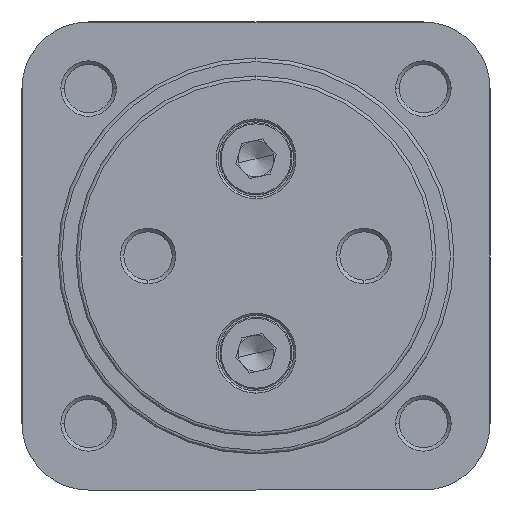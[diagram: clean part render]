
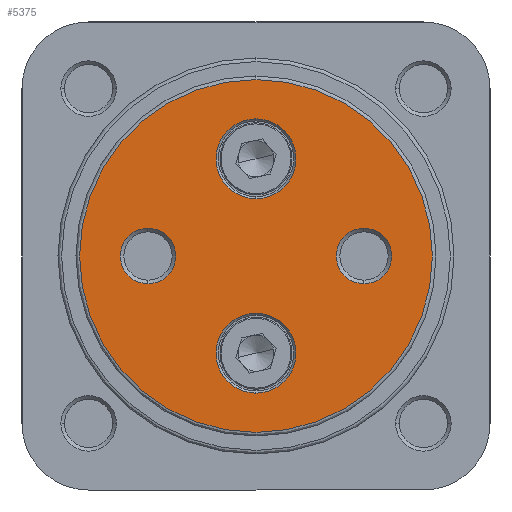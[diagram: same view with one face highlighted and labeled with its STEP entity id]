
A CAD part, left-side view. The second image highlights one B-rep face of the part: STEP entity #5375.
In plain terms, the highlighted planar face has unit normal (-1, 0, 0).
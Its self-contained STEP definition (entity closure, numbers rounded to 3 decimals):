
#118 = CARTESIAN_POINT ( 'NONE',  ( 0., 0., -13.5 ) ) ;
#151 = DIRECTION ( 'NONE',  ( 1., 0., 0. ) ) ;
#152 = DIRECTION ( 'NONE',  ( 0., 0., -1. ) ) ;
#220 = CARTESIAN_POINT ( 'NONE',  ( 0., 15., 0. ) ) ;
#221 = DIRECTION ( 'NONE',  ( 1., 0., 0. ) ) ;
#222 = DIRECTION ( 'NONE',  ( 0., 0., -1. ) ) ;
#230 = CARTESIAN_POINT ( 'NONE',  ( 0., -15., 0. ) ) ;
#231 = DIRECTION ( 'NONE',  ( 1., 0., 0. ) ) ;
#232 = DIRECTION ( 'NONE',  ( 0., 0., -1. ) ) ;
#330 = CARTESIAN_POINT ( 'NONE',  ( 0., -15., 0. ) ) ;
#332 = DIRECTION ( 'NONE',  ( 1., 0., 0. ) ) ;
#333 = DIRECTION ( 'NONE',  ( 0., 0., -1. ) ) ;
#343 = CARTESIAN_POINT ( 'NONE',  ( 0., 15., 0. ) ) ;
#346 = CARTESIAN_POINT ( 'NONE',  ( 0., 0., 13.5 ) ) ;
#350 = DIRECTION ( 'NONE',  ( 1., 0., 0. ) ) ;
#351 = DIRECTION ( 'NONE',  ( 0., 0., -1. ) ) ;
#352 = DIRECTION ( 'NONE',  ( 1., 0., 0. ) ) ;
#353 = DIRECTION ( 'NONE',  ( 0., 0., -1. ) ) ;
#358 = CARTESIAN_POINT ( 'NONE',  ( 0., 0., 0. ) ) ;
#364 = DIRECTION ( 'NONE',  ( -1., 0., 0. ) ) ;
#365 = DIRECTION ( 'NONE',  ( 0., 0., -1. ) ) ;
#366 = CARTESIAN_POINT ( 'NONE',  ( 0., 0., -13.5 ) ) ;
#368 = DIRECTION ( 'NONE',  ( 1., 0., 0. ) ) ;
#369 = DIRECTION ( 'NONE',  ( 0., 0., -1. ) ) ;
#895 = CARTESIAN_POINT ( 'NONE',  ( 0., 0., 24.5 ) ) ;
#896 = CARTESIAN_POINT ( 'NONE',  ( 0., 0., -24.5 ) ) ;
#917 = CARTESIAN_POINT ( 'NONE',  ( 0., 0., 7.95 ) ) ;
#918 = CARTESIAN_POINT ( 'NONE',  ( 0., 0., 19.05 ) ) ;
#921 = CARTESIAN_POINT ( 'NONE',  ( 0., 0., -19.05 ) ) ;
#922 = CARTESIAN_POINT ( 'NONE',  ( 0., 0., -7.95 ) ) ;
#949 = CARTESIAN_POINT ( 'NONE',  ( 0., 15., -3.85 ) ) ;
#950 = CARTESIAN_POINT ( 'NONE',  ( 0., 15., 3.85 ) ) ;
#953 = CARTESIAN_POINT ( 'NONE',  ( 0., -15., -3.85 ) ) ;
#954 = CARTESIAN_POINT ( 'NONE',  ( 0., -15., 3.85 ) ) ;
#1106 = CARTESIAN_POINT ( 'NONE',  ( 0., 0., 0. ) ) ;
#1108 = DIRECTION ( 'NONE',  ( -1., 0., 0. ) ) ;
#1109 = DIRECTION ( 'NONE',  ( 0., 0., -1. ) ) ;
#2030 = EDGE_CURVE ( 'NONE', #7811, #7810, #7014, .T. ) ;
#2274 = ORIENTED_EDGE ( 'NONE', *, *, #5502, .T. ) ;
#2275 = ORIENTED_EDGE ( 'NONE', *, *, #5550, .T. ) ;
#2281 = ORIENTED_EDGE ( 'NONE', *, *, #8078, .T. ) ;
#2291 = ORIENTED_EDGE ( 'NONE', *, *, #2030, .T. ) ;
#2294 = ORIENTED_EDGE ( 'NONE', *, *, #5551, .T. ) ;
#2328 = ORIENTED_EDGE ( 'NONE', *, *, #5498, .T. ) ;
#2369 = ORIENTED_EDGE ( 'NONE', *, *, #5544, .T. ) ;
#2378 = ORIENTED_EDGE ( 'NONE', *, *, #5470, .T. ) ;
#2382 = ORIENTED_EDGE ( 'NONE', *, *, #5556, .T. ) ;
#2399 = ORIENTED_EDGE ( 'NONE', *, *, #5555, .T. ) ;
#3442 = PLANE ( 'NONE',  #5871 ) ;
#3449 = CARTESIAN_POINT ( 'NONE',  ( 0., 0., 0. ) ) ;
#3458 = DIRECTION ( 'NONE',  ( 1., 0., 0. ) ) ;
#3459 = DIRECTION ( 'NONE',  ( 0., 0., -1. ) ) ;
#4147 = FACE_BOUND ( 'NONE', #6932, .T. ) ;
#4149 = FACE_OUTER_BOUND ( 'NONE', #6930, .T. ) ;
#4150 = FACE_BOUND ( 'NONE', #6934, .T. ) ;
#4152 = FACE_BOUND ( 'NONE', #6921, .T. ) ;
#4154 = FACE_BOUND ( 'NONE', #6933, .T. ) ;
#4432 = CIRCLE ( 'NONE', #6004, 5.55 ) ;
#4474 = CIRCLE ( 'NONE', #6015, 3.85 ) ;
#4480 = CIRCLE ( 'NONE', #6016, 3.85 ) ;
#4544 = CIRCLE ( 'NONE', #6028, 3.85 ) ;
#4550 = CIRCLE ( 'NONE', #6039, 3.85 ) ;
#4551 = CIRCLE ( 'NONE', #6040, 5.55 ) ;
#4555 = CIRCLE ( 'NONE', #6044, 24.5 ) ;
#4556 = CIRCLE ( 'NONE', #6042, 5.55 ) ;
#4773 = CIRCLE ( 'NONE', #6114, 24.5 ) ;
#5375 = ADVANCED_FACE ( 'NONE', ( #4149, #4147, #4152, #4154, #4150 ), #3442, .F. ) ;
#5470 = EDGE_CURVE ( 'NONE', #7815, #7814, #4432, .T. ) ;
#5498 = EDGE_CURVE ( 'NONE', #7843, #7842, #4474, .T. ) ;
#5502 = EDGE_CURVE ( 'NONE', #7847, #7846, #4480, .T. ) ;
#5544 = EDGE_CURVE ( 'NONE', #7846, #7847, #4544, .T. ) ;
#5550 = EDGE_CURVE ( 'NONE', #7842, #7843, #4550, .T. ) ;
#5551 = EDGE_CURVE ( 'NONE', #7810, #7811, #4551, .T. ) ;
#5555 = EDGE_CURVE ( 'NONE', #7789, #7788, #4555, .T. ) ;
#5556 = EDGE_CURVE ( 'NONE', #7814, #7815, #4556, .T. ) ;
#5669 = AXIS2_PLACEMENT_3D ( 'NONE', #7942, #7943, #7944 ) ;
#5871 = AXIS2_PLACEMENT_3D ( 'NONE', #3449, #3458, #3459 ) ;
#6004 = AXIS2_PLACEMENT_3D ( 'NONE', #118, #151, #152 ) ;
#6015 = AXIS2_PLACEMENT_3D ( 'NONE', #220, #221, #222 ) ;
#6016 = AXIS2_PLACEMENT_3D ( 'NONE', #230, #231, #232 ) ;
#6028 = AXIS2_PLACEMENT_3D ( 'NONE', #330, #332, #333 ) ;
#6039 = AXIS2_PLACEMENT_3D ( 'NONE', #343, #350, #351 ) ;
#6040 = AXIS2_PLACEMENT_3D ( 'NONE', #346, #352, #353 ) ;
#6042 = AXIS2_PLACEMENT_3D ( 'NONE', #366, #368, #369 ) ;
#6044 = AXIS2_PLACEMENT_3D ( 'NONE', #358, #364, #365 ) ;
#6114 = AXIS2_PLACEMENT_3D ( 'NONE', #1106, #1108, #1109 ) ;
#6921 = EDGE_LOOP ( 'NONE', ( #2291, #2294 ) ) ;
#6930 = EDGE_LOOP ( 'NONE', ( #2399, #2281 ) ) ;
#6932 = EDGE_LOOP ( 'NONE', ( #2378, #2382 ) ) ;
#6933 = EDGE_LOOP ( 'NONE', ( #2274, #2369 ) ) ;
#6934 = EDGE_LOOP ( 'NONE', ( #2328, #2275 ) ) ;
#7014 = CIRCLE ( 'NONE', #5669, 5.55 ) ;
#7788 = VERTEX_POINT ( 'NONE', #895 ) ;
#7789 = VERTEX_POINT ( 'NONE', #896 ) ;
#7810 = VERTEX_POINT ( 'NONE', #917 ) ;
#7811 = VERTEX_POINT ( 'NONE', #918 ) ;
#7814 = VERTEX_POINT ( 'NONE', #921 ) ;
#7815 = VERTEX_POINT ( 'NONE', #922 ) ;
#7842 = VERTEX_POINT ( 'NONE', #949 ) ;
#7843 = VERTEX_POINT ( 'NONE', #950 ) ;
#7846 = VERTEX_POINT ( 'NONE', #953 ) ;
#7847 = VERTEX_POINT ( 'NONE', #954 ) ;
#7942 = CARTESIAN_POINT ( 'NONE',  ( 0., 0., 13.5 ) ) ;
#7943 = DIRECTION ( 'NONE',  ( 1., 0., 0. ) ) ;
#7944 = DIRECTION ( 'NONE',  ( 0., 0., -1. ) ) ;
#8078 = EDGE_CURVE ( 'NONE', #7788, #7789, #4773, .T. ) ;
